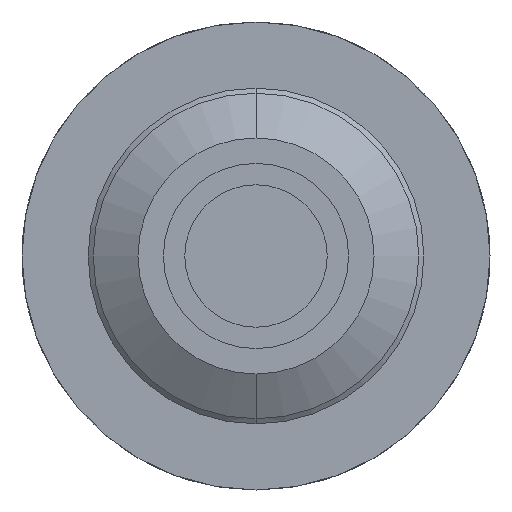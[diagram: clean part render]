
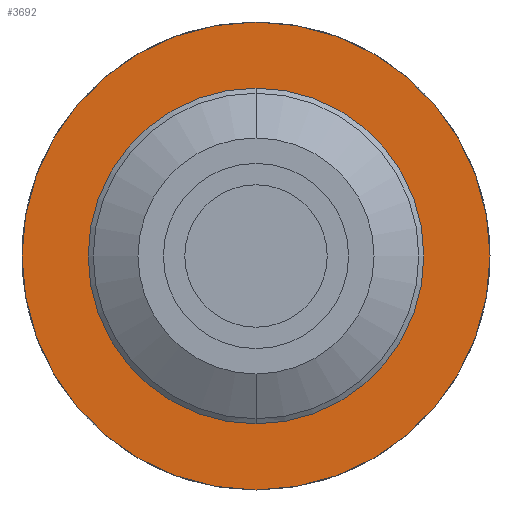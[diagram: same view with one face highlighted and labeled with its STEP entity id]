
A CAD part, front view. The second image highlights one B-rep face of the part: STEP entity #3692.
In plain terms, the highlighted planar face has unit normal (0, -1, 0).
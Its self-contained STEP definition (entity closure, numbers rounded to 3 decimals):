
#28 = CARTESIAN_POINT ( 'NONE',  ( 0., -2., -1.15 ) ) ;
#69 = EDGE_CURVE ( 'Defeature ausgef�hrt2_5+Defeature ausgef�hrt2_6+Defeature ausgef�hrt2_6+Defeature ausgef�hrt2_6', #2086, #2047, #450, .T. ) ;
#165 = CARTESIAN_POINT ( 'NONE',  ( 1.15, -2., 0. ) ) ;
#333 = EDGE_LOOP ( 'NONE', ( #2173, #3989 ) ) ;
#386 = DIRECTION ( 'NONE',  ( 0., 1., 0. ) ) ;
#411 = CARTESIAN_POINT ( 'NONE',  ( 0., -2., 1.15 ) ) ;
#445 = CARTESIAN_POINT ( 'NONE',  ( 0., -2., 0. ) ) ;
#450 = CIRCLE ( 'NONE', #3565, 1.15 ) ;
#826 = AXIS2_PLACEMENT_3D ( 'NONE', #2405, #3709, #3047 ) ;
#933 = CIRCLE ( 'NONE', #2695, 0.825 ) ;
#1149 = ORIENTED_EDGE ( 'NONE', *, *, #2058, .T. ) ;
#1353 = ORIENTED_EDGE ( 'NONE', *, *, #3580, .T. ) ;
#1354 = CARTESIAN_POINT ( 'NONE',  ( 0., -2., -0.825 ) ) ;
#1414 = CARTESIAN_POINT ( 'NONE',  ( 0., -2., 0. ) ) ;
#1556 = VERTEX_POINT ( 'NONE', #3018 ) ;
#1597 = CARTESIAN_POINT ( 'NONE',  ( 0., -2., 0. ) ) ;
#1724 = FACE_BOUND ( 'NONE', #2340, .T. ) ;
#1771 = CIRCLE ( 'NONE', #826, 0.825 ) ;
#1851 = EDGE_CURVE ( 'Defeature ausgef�hrt2_5+Defeature ausgef�hrt2_6+Defeature ausgef�hrt2_6+Defeature ausgef�hrt2_6', #2047, #2086, #3717, .T. ) ;
#1990 = DIRECTION ( 'NONE',  ( 0., 1., 0. ) ) ;
#2042 = DIRECTION ( 'NONE',  ( 0., 0., 1. ) ) ;
#2047 = VERTEX_POINT ( 'NONE', #28 ) ;
#2058 = EDGE_CURVE ( 'Defeature ausgef�hrt2_6+Defeature ausgef�hrt2_4+Defeature ausgef�hrt2_4+Defeature ausgef�hrt2_4', #1556, #2952, #933, .T. ) ;
#2067 = FACE_OUTER_BOUND ( 'NONE', #333, .T. ) ;
#2086 = VERTEX_POINT ( 'NONE', #411 ) ;
#2118 = AXIS2_PLACEMENT_3D ( 'NONE', #1597, #3490, #2817 ) ;
#2173 = ORIENTED_EDGE ( 'NONE', *, *, #69, .F. ) ;
#2206 = AXIS2_PLACEMENT_3D ( 'NONE', #165, #2732, #3791 ) ;
#2340 = EDGE_LOOP ( 'NONE', ( #1149, #1353 ) ) ;
#2405 = CARTESIAN_POINT ( 'NONE',  ( 0., -2., 0. ) ) ;
#2627 = DIRECTION ( 'NONE',  ( 0., 0., 1. ) ) ;
#2695 = AXIS2_PLACEMENT_3D ( 'NONE', #1414, #1990, #2627 ) ;
#2732 = DIRECTION ( 'NONE',  ( 0., 1., 0. ) ) ;
#2765 = PLANE ( 'NONE',  #2206 ) ;
#2817 = DIRECTION ( 'NONE',  ( 0., 0., 1. ) ) ;
#2952 = VERTEX_POINT ( 'NONE', #1354 ) ;
#3018 = CARTESIAN_POINT ( 'NONE',  ( 0., -2., 0.825 ) ) ;
#3047 = DIRECTION ( 'NONE',  ( 0., 0., 1. ) ) ;
#3490 = DIRECTION ( 'NONE',  ( 0., 1., 0. ) ) ;
#3565 = AXIS2_PLACEMENT_3D ( 'NONE', #445, #386, #2042 ) ;
#3580 = EDGE_CURVE ( 'Defeature ausgef�hrt2_6+Defeature ausgef�hrt2_4+Defeature ausgef�hrt2_4+Defeature ausgef�hrt2_4', #2952, #1556, #1771, .T. ) ;
#3692 = ADVANCED_FACE ( 'Defeature ausgef�hrt2_6', ( #2067, #1724 ), #2765, .F. ) ;
#3709 = DIRECTION ( 'NONE',  ( 0., 1., 0. ) ) ;
#3717 = CIRCLE ( 'NONE', #2118, 1.15 ) ;
#3791 = DIRECTION ( 'NONE',  ( 0., 0., 1. ) ) ;
#3989 = ORIENTED_EDGE ( 'NONE', *, *, #1851, .F. ) ;
